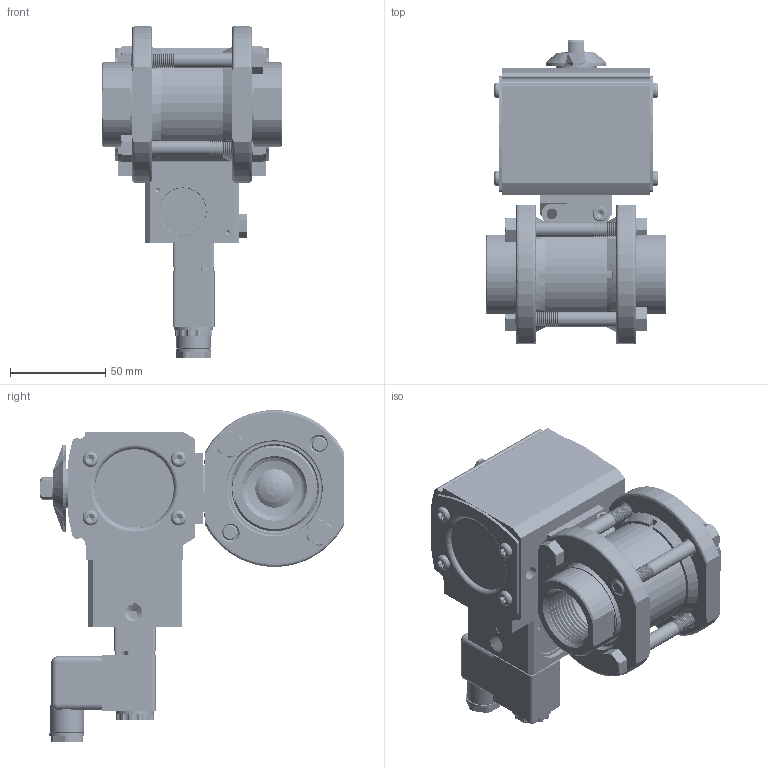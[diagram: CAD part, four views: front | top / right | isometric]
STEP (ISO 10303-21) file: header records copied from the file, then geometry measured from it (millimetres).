
FILE_DESCRIPTION (( 'STEP AP203' ), '1' );
FILE_NAME ('28XXSESA512D4GPDS.step', '2018-09-05T13:24:03', ( '' ), ( '' ), 'SwSTEP 2.0', 'SolidWorks 2018', '' );
FILE_SCHEMA (( 'CONFIG_CONTROL_DESIGN' ));
Products named in the file (1): 28XXSESA512D4GPDS
Bounding box: 95 x 159.47 x 174.63 mm (x, y, z)
Volume: 537382.1 mm3; surface area: 201865.8 mm2
Topology: 49 solids, 49 shells, 4036 faces, 10540 edges, 6556 vertices
Faces by surface type: cylinder 1796, cone 1204, plane 675, torus 183, bspline 172, sphere 6
Entity records: 197699 total; most frequent: CARTESIAN_POINT 102142, ORIENTED_EDGE 20736, DIRECTION 20023, EDGE_CURVE 10368, AXIS2_PLACEMENT_3D 8061, VERTEX_POINT 6552, EDGE_LOOP 4300, CIRCLE 4196
